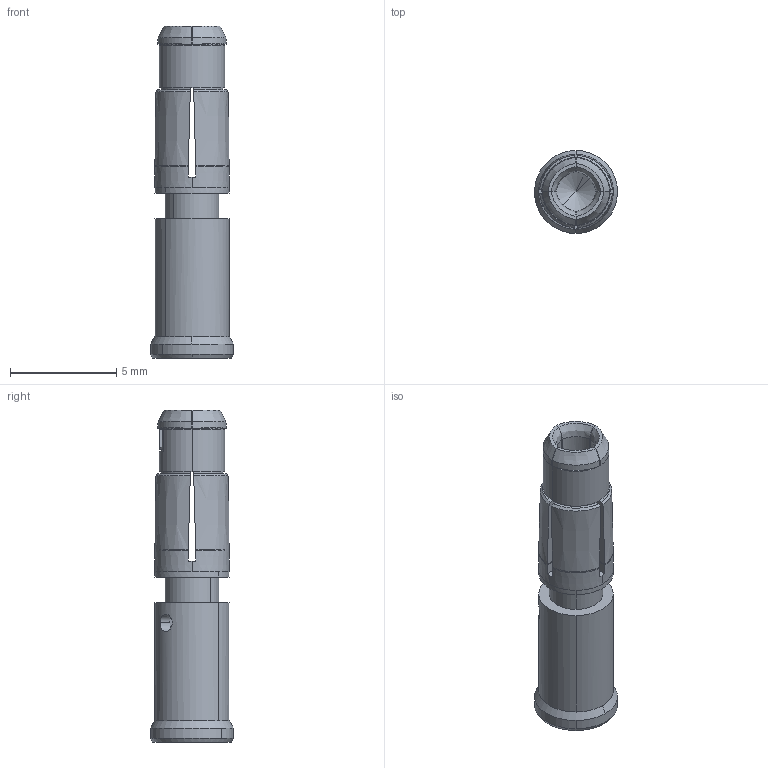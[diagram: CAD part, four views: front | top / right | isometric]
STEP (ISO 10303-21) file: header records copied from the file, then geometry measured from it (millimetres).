
FILE_DESCRIPTION((''),'2;1');
FILE_NAME('ST-20KS020_','2013-11-21T',('mbaumeister'),(''),'PRO/ENGINEER BY PARAMETRIC TECHNOLOGY CORPORATION, 2012480','PRO/ENGINEER BY PARAMETRIC TECHNOLOGY CORPORATION, 2012480','');
FILE_SCHEMA(('AUTOMOTIVE_DESIGN { 1 0 10303 214 1 1 1 1 }'));
Length unit declared in the file: millimetre
Products named in the file (1): ST-20KS020_
Bounding box: 3.89 x 3.9 x 15.6 mm (x, y, z)
Volume: 80.5 mm3; surface area: 314.3 mm2
Topology: 1 solids, 1 shells, 132 faces, 379 edges, 230 vertices
Faces by surface type: bspline 48, plane 45, cylinder 19, cone 18, torus 2
Entity records: 6173 total; most frequent: CARTESIAN_POINT 3088, ORIENTED_EDGE 750, DIRECTION 449, EDGE_CURVE 375, VERTEX_POINT 230, B_SPLINE_CURVE_WITH_KNOTS 162, AXIS2_PLACEMENT_3D 152, VECTOR 145
